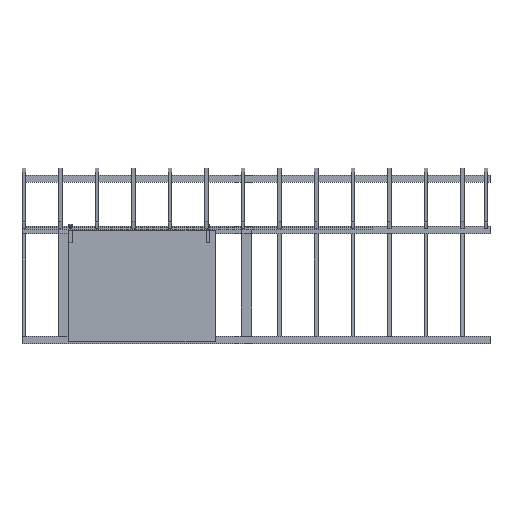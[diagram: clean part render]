
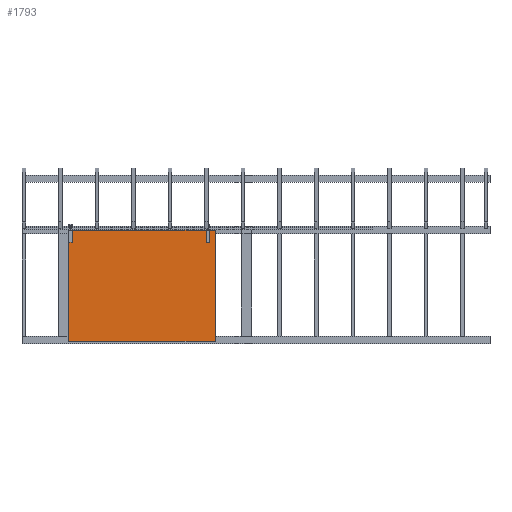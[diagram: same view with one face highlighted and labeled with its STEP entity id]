
A CAD part, front view. The second image highlights one B-rep face of the part: STEP entity #1793.
In plain terms, the highlighted planar face has unit normal (0, -1, 0).
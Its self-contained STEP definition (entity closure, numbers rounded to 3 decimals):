
#357=FACE_OUTER_BOUND('',#452,.T.);
#452=EDGE_LOOP('',(#1468,#1469,#1470,#1471));
#615=LINE('',#3048,#806);
#616=LINE('',#3051,#807);
#617=LINE('',#3053,#808);
#618=LINE('',#3054,#809);
#806=VECTOR('',#2500,10.);
#807=VECTOR('',#2503,10.);
#808=VECTOR('',#2504,10.);
#809=VECTOR('',#2505,10.);
#955=VERTEX_POINT('',#3041);
#958=VERTEX_POINT('',#3046);
#959=VERTEX_POINT('',#3050);
#960=VERTEX_POINT('',#3052);
#1139=EDGE_CURVE('',#955,#958,#615,.T.);
#1140=EDGE_CURVE('',#959,#955,#616,.T.);
#1141=EDGE_CURVE('',#960,#958,#617,.T.);
#1142=EDGE_CURVE('',#959,#960,#618,.T.);
#1468=ORIENTED_EDGE('',*,*,#1140,.T.);
#1469=ORIENTED_EDGE('',*,*,#1139,.T.);
#1470=ORIENTED_EDGE('',*,*,#1141,.F.);
#1471=ORIENTED_EDGE('',*,*,#1142,.F.);
#1706=PLANE('',#2085);
#1793=ADVANCED_FACE('',(#357),#1706,.T.);
#2085=AXIS2_PLACEMENT_3D('',#3049,#2501,#2502);
#2500=DIRECTION('',(1.,0.,0.));
#2501=DIRECTION('center_axis',(0.,-1.,0.));
#2502=DIRECTION('ref_axis',(0.,0.,-1.));
#2503=DIRECTION('',(0.,0.,-1.));
#2504=DIRECTION('',(0.,0.,-1.));
#2505=DIRECTION('',(1.,0.,0.));
#3041=CARTESIAN_POINT('',(0.,-3785.,40.));
#3046=CARTESIAN_POINT('',(2500.,-3785.,40.));
#3048=CARTESIAN_POINT('',(0.,-3785.,40.));
#3049=CARTESIAN_POINT('Origin',(0.,-3785.,1940.));
#3050=CARTESIAN_POINT('',(0.,-3785.,1940.));
#3051=CARTESIAN_POINT('',(0.,-3785.,1940.));
#3052=CARTESIAN_POINT('',(2500.,-3785.,1940.));
#3053=CARTESIAN_POINT('',(2500.,-3785.,1940.));
#3054=CARTESIAN_POINT('',(0.,-3785.,1940.));
